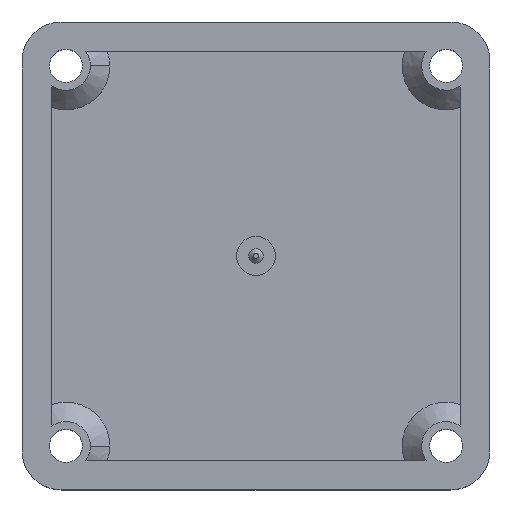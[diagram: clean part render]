
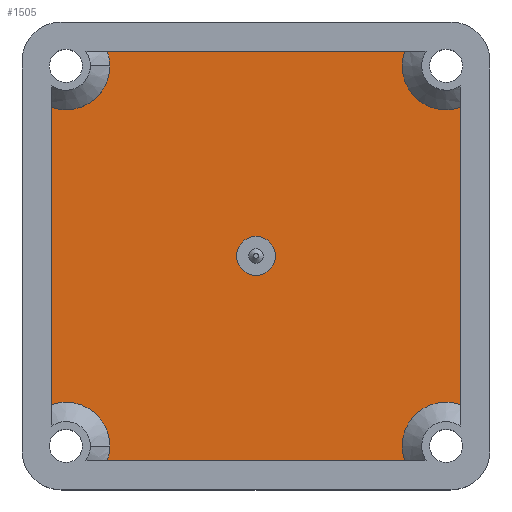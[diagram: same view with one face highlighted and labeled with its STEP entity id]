
A CAD part, top view. The second image highlights one B-rep face of the part: STEP entity #1505.
In plain terms, the highlighted planar face has unit normal (0, 0, 1).
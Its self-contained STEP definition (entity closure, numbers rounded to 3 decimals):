
#890 = VERTEX_POINT('',#891);
#891 = CARTESIAN_POINT('',(39.257,3.,3.));
#897 = EDGE_CURVE('',#898,#890,#900,.T.);
#898 = VERTEX_POINT('',#899);
#899 = CARTESIAN_POINT('',(8.743,3.,3.));
#900 = LINE('',#901,#902);
#901 = CARTESIAN_POINT('',(12.,3.,3.));
#902 = VECTOR('',#903,1.);
#903 = DIRECTION('',(1.,0.,0.));
#1050 = EDGE_CURVE('',#1051,#1053,#1055,.T.);
#1051 = VERTEX_POINT('',#1052);
#1052 = CARTESIAN_POINT('',(45.,8.743,3.));
#1053 = VERTEX_POINT('',#1054);
#1054 = CARTESIAN_POINT('',(45.,39.257,3.));
#1055 = LINE('',#1056,#1057);
#1056 = CARTESIAN_POINT('',(45.,12.,3.));
#1057 = VECTOR('',#1058,1.);
#1058 = DIRECTION('',(0.,1.,0.));
#1187 = EDGE_CURVE('',#1188,#1190,#1192,.T.);
#1188 = VERTEX_POINT('',#1189);
#1189 = CARTESIAN_POINT('',(3.,39.257,3.));
#1190 = VERTEX_POINT('',#1191);
#1191 = CARTESIAN_POINT('',(3.,8.743,3.));
#1192 = LINE('',#1193,#1194);
#1193 = CARTESIAN_POINT('',(3.,36.,3.));
#1194 = VECTOR('',#1195,1.);
#1195 = DIRECTION('',(0.,-1.,0.));
#1299 = EDGE_CURVE('',#1300,#1302,#1304,.T.);
#1300 = VERTEX_POINT('',#1301);
#1301 = CARTESIAN_POINT('',(39.257,45.,3.));
#1302 = VERTEX_POINT('',#1303);
#1303 = CARTESIAN_POINT('',(8.743,45.,3.));
#1304 = LINE('',#1305,#1306);
#1305 = CARTESIAN_POINT('',(36.,45.,3.));
#1306 = VECTOR('',#1307,1.);
#1307 = DIRECTION('',(-1.,0.,0.));
#1485 = EDGE_CURVE('',#1190,#1486,#1488,.T.);
#1486 = VERTEX_POINT('',#1487);
#1487 = CARTESIAN_POINT('',(9.,4.5,3.));
#1488 = CIRCLE('',#1489,4.5);
#1489 = AXIS2_PLACEMENT_3D('',#1490,#1491,#1492);
#1490 = CARTESIAN_POINT('',(4.5,4.5,3.));
#1491 = DIRECTION('',(0.,0.,-1.));
#1492 = DIRECTION('',(1.,0.,0.));
#1494 = EDGE_CURVE('',#1486,#898,#1495,.T.);
#1495 = CIRCLE('',#1496,4.5);
#1496 = AXIS2_PLACEMENT_3D('',#1497,#1498,#1499);
#1497 = CARTESIAN_POINT('',(4.5,4.5,3.));
#1498 = DIRECTION('',(0.,0.,-1.));
#1499 = DIRECTION('',(1.,0.,0.));
#1505 = ADVANCED_FACE('',(#1506,#1544),#1555,.T.);
#1506 = FACE_BOUND('',#1507,.T.);
#1507 = EDGE_LOOP('',(#1508,#1509,#1510,#1517,#1518,#1525,#1526,#1535,
    #1542,#1543));
#1508 = ORIENTED_EDGE('',*,*,#1494,.T.);
#1509 = ORIENTED_EDGE('',*,*,#897,.T.);
#1510 = ORIENTED_EDGE('',*,*,#1511,.T.);
#1511 = EDGE_CURVE('',#890,#1051,#1512,.T.);
#1512 = CIRCLE('',#1513,4.5);
#1513 = AXIS2_PLACEMENT_3D('',#1514,#1515,#1516);
#1514 = CARTESIAN_POINT('',(43.5,4.5,3.));
#1515 = DIRECTION('',(0.,0.,-1.));
#1516 = DIRECTION('',(1.,0.,0.));
#1517 = ORIENTED_EDGE('',*,*,#1050,.T.);
#1518 = ORIENTED_EDGE('',*,*,#1519,.T.);
#1519 = EDGE_CURVE('',#1053,#1300,#1520,.T.);
#1520 = CIRCLE('',#1521,4.5);
#1521 = AXIS2_PLACEMENT_3D('',#1522,#1523,#1524);
#1522 = CARTESIAN_POINT('',(43.5,43.5,3.));
#1523 = DIRECTION('',(0.,0.,-1.));
#1524 = DIRECTION('',(1.,0.,0.));
#1525 = ORIENTED_EDGE('',*,*,#1299,.T.);
#1526 = ORIENTED_EDGE('',*,*,#1527,.T.);
#1527 = EDGE_CURVE('',#1302,#1528,#1530,.T.);
#1528 = VERTEX_POINT('',#1529);
#1529 = CARTESIAN_POINT('',(9.,43.5,3.));
#1530 = CIRCLE('',#1531,4.5);
#1531 = AXIS2_PLACEMENT_3D('',#1532,#1533,#1534);
#1532 = CARTESIAN_POINT('',(4.5,43.5,3.));
#1533 = DIRECTION('',(0.,0.,-1.));
#1534 = DIRECTION('',(1.,0.,0.));
#1535 = ORIENTED_EDGE('',*,*,#1536,.T.);
#1536 = EDGE_CURVE('',#1528,#1188,#1537,.T.);
#1537 = CIRCLE('',#1538,4.5);
#1538 = AXIS2_PLACEMENT_3D('',#1539,#1540,#1541);
#1539 = CARTESIAN_POINT('',(4.5,43.5,3.));
#1540 = DIRECTION('',(0.,0.,-1.));
#1541 = DIRECTION('',(1.,0.,0.));
#1542 = ORIENTED_EDGE('',*,*,#1187,.T.);
#1543 = ORIENTED_EDGE('',*,*,#1485,.T.);
#1544 = FACE_BOUND('',#1545,.T.);
#1545 = EDGE_LOOP('',(#1546));
#1546 = ORIENTED_EDGE('',*,*,#1547,.T.);
#1547 = EDGE_CURVE('',#1548,#1548,#1550,.T.);
#1548 = VERTEX_POINT('',#1549);
#1549 = CARTESIAN_POINT('',(26.,24.,3.));
#1550 = CIRCLE('',#1551,2.);
#1551 = AXIS2_PLACEMENT_3D('',#1552,#1553,#1554);
#1552 = CARTESIAN_POINT('',(24.,24.,3.));
#1553 = DIRECTION('',(0.,0.,-1.));
#1554 = DIRECTION('',(1.,0.,0.));
#1555 = PLANE('',#1556);
#1556 = AXIS2_PLACEMENT_3D('',#1557,#1558,#1559);
#1557 = CARTESIAN_POINT('',(24.,24.,3.));
#1558 = DIRECTION('',(0.,0.,1.));
#1559 = DIRECTION('',(1.,0.,0.));
